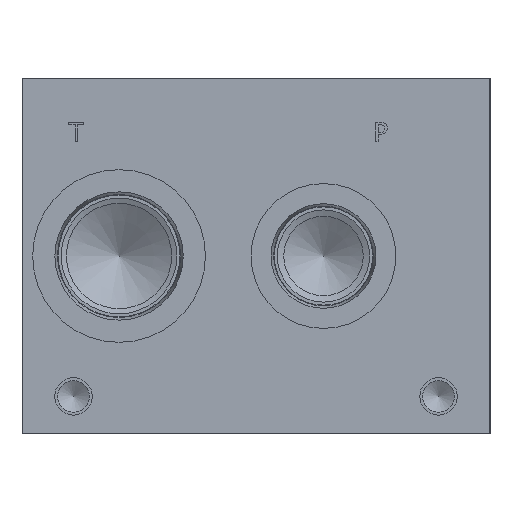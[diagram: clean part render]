
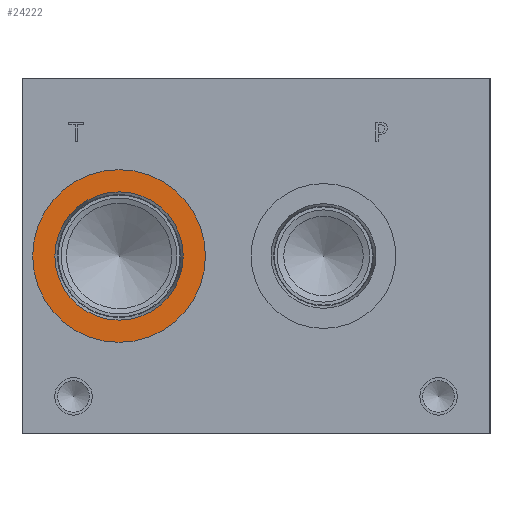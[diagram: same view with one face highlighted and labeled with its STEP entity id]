
A CAD part, left-side view. The second image highlights one B-rep face of the part: STEP entity #24222.
In plain terms, the highlighted planar face has unit normal (-1, 0, 0).
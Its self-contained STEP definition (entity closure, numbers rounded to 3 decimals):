
#1156=CIRCLE('',#25753,29.286);
#1157=CIRCLE('',#25754,29.286);
#1158=CIRCLE('',#25756,21.755);
#1159=CIRCLE('',#25757,21.755);
#2239=FACE_BOUND('',#4849,.T.);
#3406=FACE_OUTER_BOUND('',#4848,.T.);
#4848=EDGE_LOOP('',(#20445,#20446));
#4849=EDGE_LOOP('',(#20447,#20448));
#11100=VERTEX_POINT('',#41077);
#11101=VERTEX_POINT('',#41079);
#11102=VERTEX_POINT('',#41083);
#11103=VERTEX_POINT('',#41084);
#14371=EDGE_CURVE('',#11100,#11101,#1156,.T.);
#14372=EDGE_CURVE('',#11101,#11100,#1157,.T.);
#14373=EDGE_CURVE('',#11102,#11103,#1158,.T.);
#14374=EDGE_CURVE('',#11103,#11102,#1159,.T.);
#20445=ORIENTED_EDGE('',*,*,#14372,.F.);
#20446=ORIENTED_EDGE('',*,*,#14371,.F.);
#20447=ORIENTED_EDGE('',*,*,#14373,.T.);
#20448=ORIENTED_EDGE('',*,*,#14374,.T.);
#22426=PLANE('',#25755);
#24222=ADVANCED_FACE('',(#3406,#2239),#22426,.F.);
#25753=AXIS2_PLACEMENT_3D('',#41080,#30795,#30796);
#25754=AXIS2_PLACEMENT_3D('',#41081,#30797,#30798);
#25755=AXIS2_PLACEMENT_3D('',#41082,#30799,#30800);
#25756=AXIS2_PLACEMENT_3D('',#41085,#30801,#30802);
#25757=AXIS2_PLACEMENT_3D('',#41086,#30803,#30804);
#30795=DIRECTION('center_axis',(1.,0.,0.));
#30796=DIRECTION('ref_axis',(0.,0.,-1.));
#30797=DIRECTION('center_axis',(1.,0.,0.));
#30798=DIRECTION('ref_axis',(0.,0.,-1.));
#30799=DIRECTION('center_axis',(1.,0.,0.));
#30800=DIRECTION('ref_axis',(0.,0.,-1.));
#30801=DIRECTION('center_axis',(1.,0.,0.));
#30802=DIRECTION('ref_axis',(0.,0.,-1.));
#30803=DIRECTION('center_axis',(1.,0.,0.));
#30804=DIRECTION('ref_axis',(0.,0.,-1.));
#41077=CARTESIAN_POINT('',(0.787,125.832,31.039));
#41079=CARTESIAN_POINT('',(0.787,125.832,89.611));
#41080=CARTESIAN_POINT('Origin',(0.787,125.832,60.325));
#41081=CARTESIAN_POINT('Origin',(0.787,125.832,60.325));
#41082=CARTESIAN_POINT('Origin',(0.787,125.832,82.08));
#41083=CARTESIAN_POINT('',(0.787,125.832,82.08));
#41084=CARTESIAN_POINT('',(0.787,125.832,38.57));
#41085=CARTESIAN_POINT('Origin',(0.787,125.832,60.325));
#41086=CARTESIAN_POINT('Origin',(0.787,125.832,60.325));
